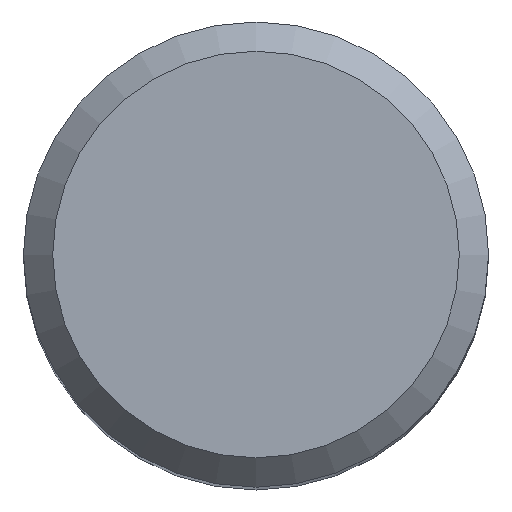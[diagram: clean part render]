
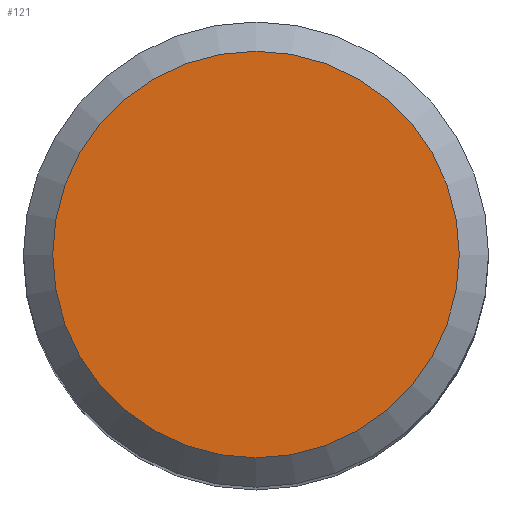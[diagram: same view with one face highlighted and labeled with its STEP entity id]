
A CAD part, top view. The second image highlights one B-rep face of the part: STEP entity #121.
In plain terms, the highlighted planar face has unit normal (0, 0, 1).
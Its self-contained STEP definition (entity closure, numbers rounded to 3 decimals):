
#50=PLANE('',#347);
#63=FACE_OUTER_BOUND('',#161,.T.);
#121=ADVANCED_FACE('',(#63),#50,.F.);
#161=EDGE_LOOP('',(#229));
#229=ORIENTED_EDGE('',*,*,#288,.F.);
#254=VERTEX_POINT('',#523);
#288=EDGE_CURVE('',#254,#254,#301,.T.);
#301=CIRCLE('',#343,6.938);
#343=AXIS2_PLACEMENT_3D('',#522,#420,#421);
#347=AXIS2_PLACEMENT_3D('',#528,#428,#429);
#420=DIRECTION('',(0.,0.,-1.));
#421=DIRECTION('',(1.,0.,0.));
#428=DIRECTION('',(0.,0.,-1.));
#429=DIRECTION('',(-1.,0.,0.));
#522=CARTESIAN_POINT('',(0.,0.,48.));
#523=CARTESIAN_POINT('',(6.938,0.,48.));
#528=CARTESIAN_POINT('',(0.,-6.938,48.));
